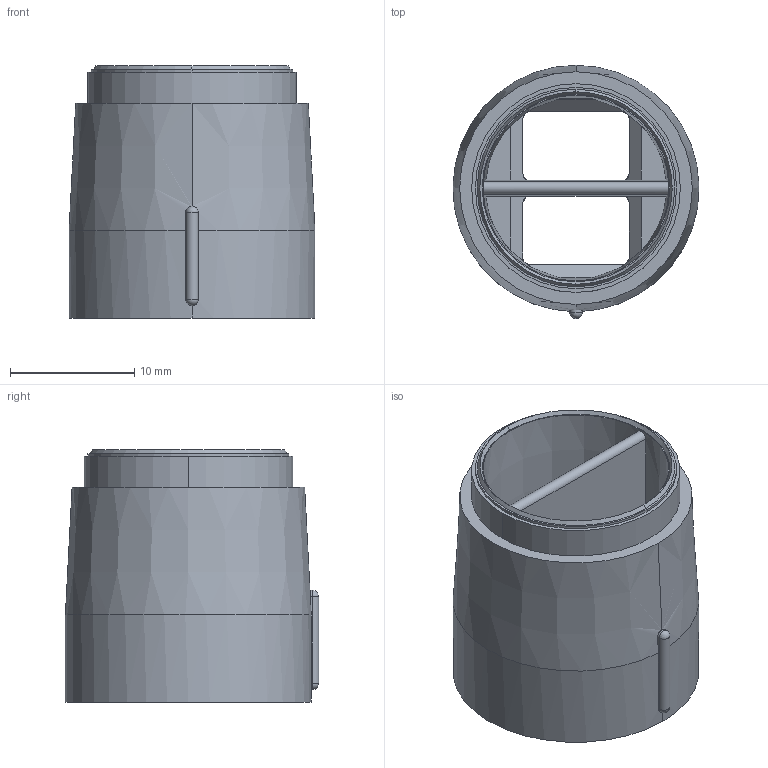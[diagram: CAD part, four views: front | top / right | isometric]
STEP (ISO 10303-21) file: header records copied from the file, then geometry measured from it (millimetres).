
FILE_DESCRIPTION((''),'2;1');
FILE_NAME('芵噩芠','2016-07-04T',('Administrator'),(''),'CREO PARAMETRIC BY PTC INC, 2014350','CREO PARAMETRIC BY PTC INC, 2014350','');
FILE_SCHEMA(('CONFIG_CONTROL_DESIGN'));
Length unit declared in the file: millimetre
Products named in the file (1): 芵噩芠
Bounding box: 19.8 x 20.39 x 20.3 mm (x, y, z)
Volume: 2833.7 mm3; surface area: 3352.7 mm2
Topology: 1 solids, 1 shells, 122 faces, 306 edges, 197 vertices
Faces by surface type: plane 54, cone 46, cylinder 20, sphere 2
Entity records: 3876 total; most frequent: CARTESIAN_POINT 797, DIRECTION 632, ORIENTED_EDGE 608, EDGE_CURVE 304, AXIS2_PLACEMENT_3D 240, VERTEX_POINT 197, VECTOR 152, LINE 152
